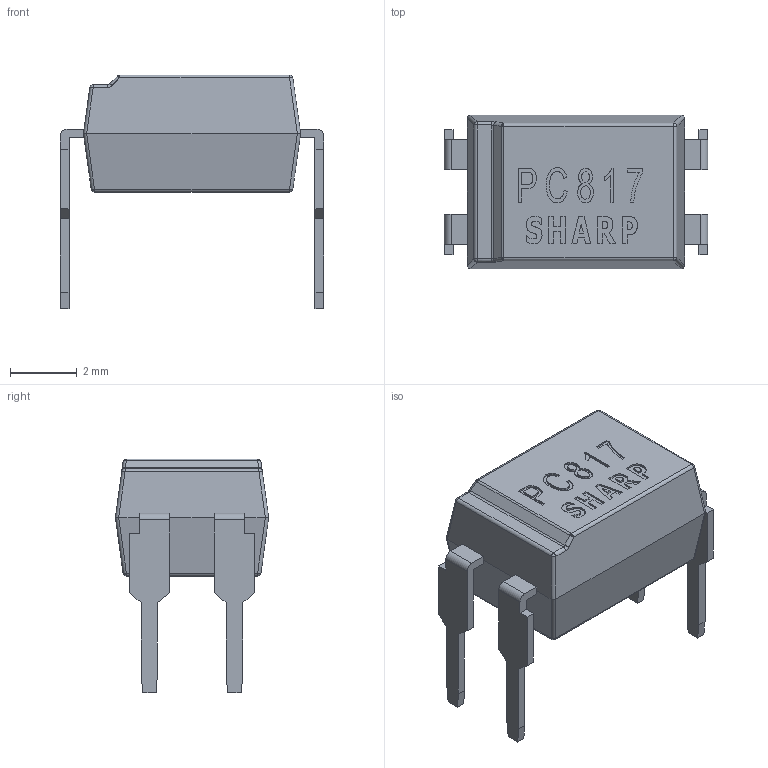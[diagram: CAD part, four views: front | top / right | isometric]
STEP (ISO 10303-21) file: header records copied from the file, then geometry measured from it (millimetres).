
FILE_DESCRIPTION(('FreeCAD Model'),'2;1');
FILE_NAME('User Library-DIP4-7.62-2.54.step', '2017-11-07T20:46:54',('kicad StepUp'),('ksu MCAD'), 'Open CASCADE STEP processor 6.8','FreeCAD','Unknown');
FILE_SCHEMA(('AUTOMOTIVE_DESIGN_CC2 { 1 2 10303 214 -1 1 5 4 }'));
Length unit declared in the file: millimetre
Products named in the file (2): ASSEMBLY; User_Library-DIP4-7.62-2.54
Assembly tree (1 placements, depth 2):
  ASSEMBLY
    User_Library-DIP4-7.62-2.54
Bounding box: 7.88 x 4.59 x 7 mm (x, y, z)
Volume: 98.9 mm3; surface area: 172.1 mm2
Topology: 1 solids, 1 shells, 519 faces, 1461 edges, 956 vertices
Faces by surface type: plane 317, cylinder 188, bspline 14
Entity records: 20599 total; most frequent: CARTESIAN_POINT 3314, ORIENTED_EDGE 2914, DIRECTION 2808, EDGE_CURVE 1457, LINE 1070, VECTOR 1070, VERTEX_POINT 956, AXIS2_PLACEMENT_3D 869
